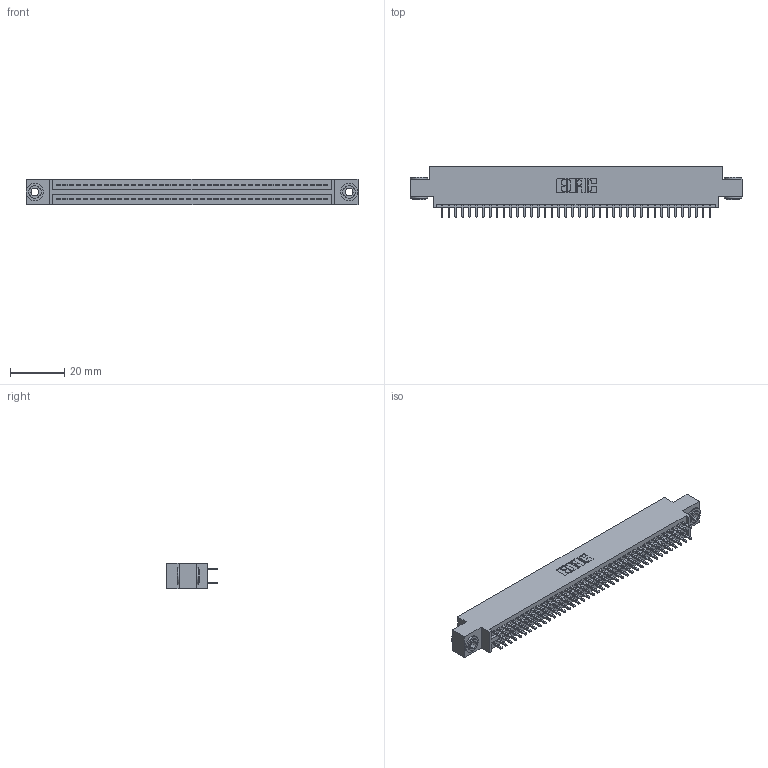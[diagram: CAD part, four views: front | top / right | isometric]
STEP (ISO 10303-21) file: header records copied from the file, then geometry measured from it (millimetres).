
FILE_DESCRIPTION (( 'STEP AP203' ), '1' );
FILE_NAME ('395-080-521-803.STEP', '2018-11-28T03:07:16', ( '' ), ( '' ), 'SwSTEP 2.0', 'SolidWorks 2016', '' );
FILE_SCHEMA (( 'CONFIG_CONTROL_DESIGN' ));
Length unit declared in the file: inch
Products named in the file (4): 345-250-002_345-250-002-102; 345 Part_0.170 Offset - 0.156 Dia-TH; 345-292-001_345-293-121; 395-080-521-803
Assembly tree (83 placements, depth 2):
  395-080-521-803
    345 Part_0.170 Offset - 0.156 Dia-TH
    345-292-001_345-293-121  x80
    345-250-002_345-250-002-102  x2
Bounding box: 122.81 x 18.72 x 9.4 mm (x, y, z)
Volume: 11784.6 mm3; surface area: 17516.7 mm2
Topology: 83 solids, 83 shells, 4168 faces, 12349 edges, 8122 vertices
Faces by surface type: plane 2734, cylinder 1426, cone 8
Entity records: 32454 total; most frequent: CARTESIAN_POINT 5419, ORIENTED_EDGE 5346, DIRECTION 4811, EDGE_CURVE 2673, LINE 2357, VECTOR 2357, VERTEX_POINT 1778, AXIS2_PLACEMENT_3D 1227
